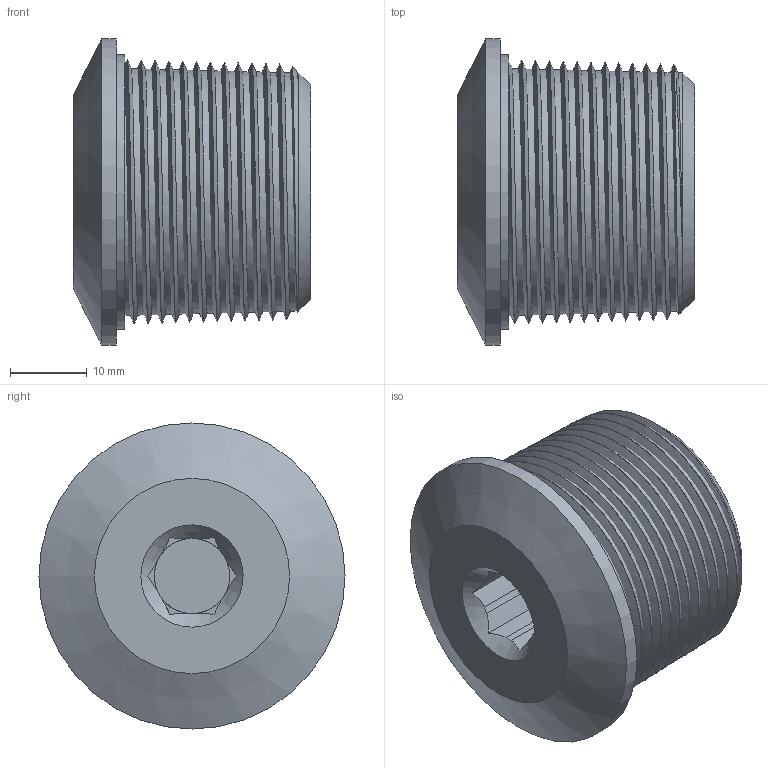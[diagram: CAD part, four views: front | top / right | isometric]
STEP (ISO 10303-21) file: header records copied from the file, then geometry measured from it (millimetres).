
FILE_DESCRIPTION(/* description */ ('VSS-Innensechskant NPT 1"'),/* implementation_level */ '2;1');
FILE_NAME(/* name */ 'CQA4400YXN-RST.stp',/* time_stamp */ '2021-03-30T13:56:06+02:00',/* author */ ('sl'),/* organization */ (''),/* preprocessor_version */ 'ST-DEVELOPER v16.5',/* originating_system */ 'Autodesk Inventor 2017',/* authorisation */ '');
FILE_SCHEMA (('AUTOMOTIVE_DESIGN { 1 0 10303 214 3 1 1 }'));
Length unit declared in the file: millimetre
Products named in the file (1): CQA4400YXN
Bounding box: 30.97 x 40 x 40 mm (x, y, z)
Volume: 25076.5 mm3; surface area: 10054.3 mm2
Topology: 1 solids, 1 shells, 35 faces, 88 edges, 56 vertices
Faces by surface type: cylinder 15, plane 11, cone 5, bspline 4
Full cylindrical faces by diameter (mm): 9.85 x1, 35.828 x1, 40 x1
Entity records: 4350 total; most frequent: CARTESIAN_POINT 3560, ORIENTED_EDGE 154, DIRECTION 154, EDGE_CURVE 76, AXIS2_PLACEMENT_3D 68, VERTEX_POINT 52, EDGE_LOOP 44, CIRCLE 36
